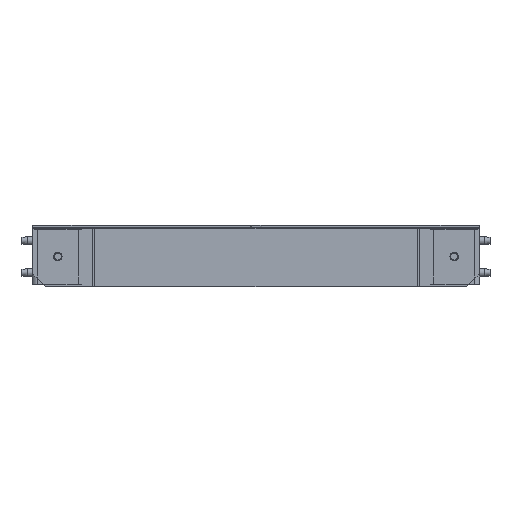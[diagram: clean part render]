
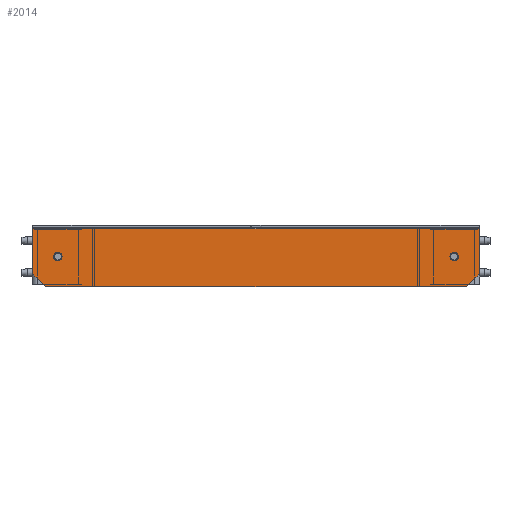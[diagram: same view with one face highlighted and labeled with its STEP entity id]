
A CAD part, front view. The second image highlights one B-rep face of the part: STEP entity #2014.
In plain terms, the highlighted planar face has unit normal (0, -1, 0).
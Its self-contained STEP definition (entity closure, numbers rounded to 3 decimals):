
#2014=ADVANCED_FACE('',(#3799,#3800,#3801),#3802,.T.);
#3799=FACE_BOUND('',#5609,.T.);
#3800=FACE_BOUND('',#5610,.T.);
#3801=FACE_OUTER_BOUND('',#5611,.T.);
#3802=PLANE('',#5612);
#5609=EDGE_LOOP('',(#9366,#9367));
#5610=EDGE_LOOP('',(#9368,#9369));
#5611=EDGE_LOOP('',(#9370,#9371,#9372,#9373,#9374,#9375));
#5612=AXIS2_PLACEMENT_3D('',#9376,#9377,#9378);
#9366=ORIENTED_EDGE('',*,*,#12093,.T.);
#9367=ORIENTED_EDGE('',*,*,#12137,.T.);
#9368=ORIENTED_EDGE('',*,*,#12088,.T.);
#9369=ORIENTED_EDGE('',*,*,#12138,.T.);
#9370=ORIENTED_EDGE('',*,*,#12130,.T.);
#9371=ORIENTED_EDGE('',*,*,#12139,.T.);
#9372=ORIENTED_EDGE('',*,*,#12140,.F.);
#9373=ORIENTED_EDGE('',*,*,#12141,.T.);
#9374=ORIENTED_EDGE('',*,*,#12142,.T.);
#9375=ORIENTED_EDGE('',*,*,#12133,.T.);
#9376=CARTESIAN_POINT('',(8.5,115.0,22.75));
#9377=DIRECTION('',(0.0,-1.0,0.0));
#9378=DIRECTION('',(0.0,0.0,-1.0));
#12088=EDGE_CURVE('',#14454,#14451,#14455,.T.);
#12093=EDGE_CURVE('',#14463,#14460,#14464,.T.);
#12130=EDGE_CURVE('',#14525,#14523,#14526,.T.);
#12133=EDGE_CURVE('',#14529,#14525,#14530,.T.);
#12137=EDGE_CURVE('',#14460,#14463,#14535,.T.);
#12138=EDGE_CURVE('',#14451,#14454,#14536,.T.);
#12139=EDGE_CURVE('',#14523,#14537,#14538,.T.);
#12140=EDGE_CURVE('',#14539,#14537,#14540,.T.);
#12141=EDGE_CURVE('',#14539,#14541,#14542,.T.);
#12142=EDGE_CURVE('',#14541,#14529,#14543,.T.);
#14451=VERTEX_POINT('',#17499);
#14454=VERTEX_POINT('',#17503);
#14455=CIRCLE('',#17504,3.3);
#14460=VERTEX_POINT('',#17510);
#14463=VERTEX_POINT('',#17514);
#14464=CIRCLE('',#17515,3.3);
#14523=VERTEX_POINT('',#17596);
#14525=VERTEX_POINT('',#17599);
#14526=LINE('',#17600,#17601);
#14529=VERTEX_POINT('',#17605);
#14530=LINE('',#17606,#17607);
#14535=CIRCLE('',#17614,3.3);
#14536=CIRCLE('',#17615,3.3);
#14537=VERTEX_POINT('',#17616);
#14538=LINE('',#17617,#17618);
#14539=VERTEX_POINT('',#17619);
#14540=LINE('',#17620,#17621);
#14541=VERTEX_POINT('',#17622);
#14542=LINE('',#17623,#17624);
#14543=LINE('',#17625,#17626);
#17499=CARTESIAN_POINT('',(31.3,115.0,23.5));
#17503=CARTESIAN_POINT('',(24.7,115.0,23.5));
#17504=AXIS2_PLACEMENT_3D('',#20419,#20420,#20421);
#17510=CARTESIAN_POINT('',(341.3,115.0,23.5));
#17514=CARTESIAN_POINT('',(334.7,115.0,23.5));
#17515=AXIS2_PLACEMENT_3D('',#20427,#20428,#20429);
#17596=CARTESIAN_POINT('',(357.5,115.0,10.0));
#17599=CARTESIAN_POINT('',(347.5,115.0,0.0));
#17600=CARTESIAN_POINT('',(270.786,115.0,-76.714));
#17601=VECTOR('',#20468,1.0);
#17605=CARTESIAN_POINT('',(18.5,115.0,0.0));
#17606=CARTESIAN_POINT('',(8.5,115.0,0.0));
#17607=VECTOR('',#20470,1.0);
#17614=AXIS2_PLACEMENT_3D('',#20473,#20474,#20475);
#17615=AXIS2_PLACEMENT_3D('',#20476,#20477,#20478);
#17616=CARTESIAN_POINT('',(357.5,115.,45.5));
#17617=CARTESIAN_POINT('',(357.5,115.0,45.5));
#17618=VECTOR('',#20479,1.0);
#17619=CARTESIAN_POINT('',(8.5,115.,45.5));
#17620=CARTESIAN_POINT('',(8.5,115.,45.5));
#17621=VECTOR('',#20480,1.0);
#17622=CARTESIAN_POINT('',(8.5,115.0,10.0));
#17623=CARTESIAN_POINT('',(8.5,115.0,45.5));
#17624=VECTOR('',#20481,1.0);
#17625=CARTESIAN_POINT('',(7.964,115.0,10.536));
#17626=VECTOR('',#20482,1.0);
#20419=CARTESIAN_POINT('',(28.0,115.0,23.5));
#20420=DIRECTION('',(-0.0,1.0,0.0));
#20421=DIRECTION('',(1.0,0.0,0.0));
#20427=CARTESIAN_POINT('',(338.0,115.0,23.5));
#20428=DIRECTION('',(-0.0,1.0,0.0));
#20429=DIRECTION('',(1.0,0.0,0.0));
#20468=DIRECTION('',(0.707,0.0,0.707));
#20470=DIRECTION('',(1.0,0.0,0.0));
#20473=CARTESIAN_POINT('',(338.0,115.0,23.5));
#20474=DIRECTION('',(-0.0,1.0,0.0));
#20475=DIRECTION('',(1.0,0.0,0.0));
#20476=CARTESIAN_POINT('',(28.0,115.0,23.5));
#20477=DIRECTION('',(-0.0,1.0,0.0));
#20478=DIRECTION('',(1.0,0.0,0.0));
#20479=DIRECTION('',(-0.0,0.0,1.0));
#20480=DIRECTION('',(1.0,0.0,0.0));
#20481=DIRECTION('',(0.0,0.0,-1.0));
#20482=DIRECTION('',(0.707,0.0,-0.707));
